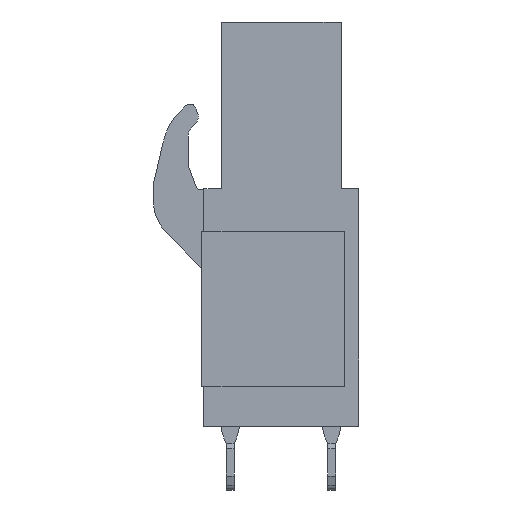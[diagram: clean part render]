
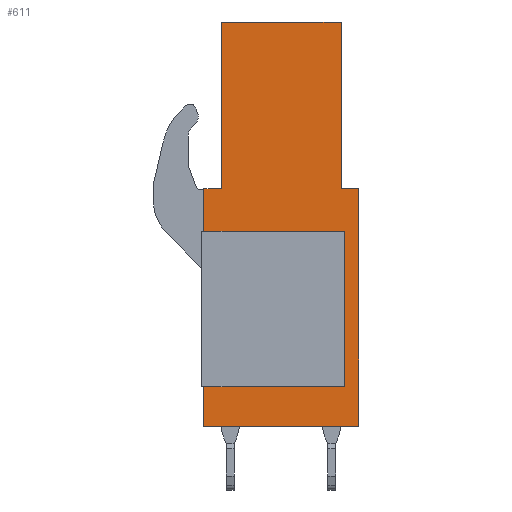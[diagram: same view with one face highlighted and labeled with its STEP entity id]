
A CAD part, left-side view. The second image highlights one B-rep face of the part: STEP entity #611.
In plain terms, the highlighted planar face has unit normal (-1, 0, 0).
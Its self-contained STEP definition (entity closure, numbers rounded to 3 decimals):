
#538=AXIS2_PLACEMENT_3D('Plane Axis2P3D',#535,#536,#537) ;
#36=CARTESIAN_POINT('Line Origine',(1.,3.875,23.45)) ;
#40=CARTESIAN_POINT('Vertex',(1.,0.875,23.45)) ;
#42=CARTESIAN_POINT('Vertex',(1.,6.875,23.45)) ;
#427=CARTESIAN_POINT('Vertex',(1.,7.75,3.2)) ;
#430=CARTESIAN_POINT('Line Origine',(1.,7.75,4.437)) ;
#434=CARTESIAN_POINT('Vertex',(1.,7.75,5.675)) ;
#441=CARTESIAN_POINT('Vertex',(1.,7.75,12.475)) ;
#444=CARTESIAN_POINT('Line Origine',(1.,7.75,13.787)) ;
#448=CARTESIAN_POINT('Vertex',(1.,7.75,15.1)) ;
#535=CARTESIAN_POINT('Axis2P3D Location',(1.,0.,0.)) ;
#540=CARTESIAN_POINT('Line Origine',(1.,4.225,12.475)) ;
#544=CARTESIAN_POINT('Vertex',(1.,0.7,12.475)) ;
#547=CARTESIAN_POINT('Line Origine',(1.,0.7,9.075)) ;
#551=CARTESIAN_POINT('Vertex',(1.,0.7,5.675)) ;
#554=CARTESIAN_POINT('Line Origine',(1.,4.225,5.675)) ;
#559=CARTESIAN_POINT('Line Origine',(1.,3.875,3.2)) ;
#563=CARTESIAN_POINT('Vertex',(1.,0.,3.2)) ;
#566=CARTESIAN_POINT('Line Origine',(1.,0.,9.15)) ;
#570=CARTESIAN_POINT('Vertex',(1.,0.,15.1)) ;
#573=CARTESIAN_POINT('Line Origine',(1.,0.438,15.1)) ;
#577=CARTESIAN_POINT('Vertex',(1.,0.875,15.1)) ;
#580=CARTESIAN_POINT('Line Origine',(1.,0.875,19.275)) ;
#585=CARTESIAN_POINT('Line Origine',(1.,6.875,19.275)) ;
#589=CARTESIAN_POINT('Vertex',(1.,6.875,15.1)) ;
#592=CARTESIAN_POINT('Line Origine',(1.,7.313,15.1)) ;
#37=DIRECTION('Vector Direction',(0.,1.,0.)) ;
#431=DIRECTION('Vector Direction',(0.,0.,1.)) ;
#445=DIRECTION('Vector Direction',(0.,0.,1.)) ;
#536=DIRECTION('Axis2P3D Direction',(1.,0.,0.)) ;
#537=DIRECTION('Axis2P3D XDirection',(0.,1.,0.)) ;
#541=DIRECTION('Vector Direction',(0.,-1.,0.)) ;
#548=DIRECTION('Vector Direction',(0.,0.,1.)) ;
#555=DIRECTION('Vector Direction',(0.,-1.,0.)) ;
#560=DIRECTION('Vector Direction',(0.,1.,0.)) ;
#567=DIRECTION('Vector Direction',(0.,0.,1.)) ;
#574=DIRECTION('Vector Direction',(0.,1.,0.)) ;
#581=DIRECTION('Vector Direction',(0.,0.,1.)) ;
#586=DIRECTION('Vector Direction',(0.,0.,1.)) ;
#593=DIRECTION('Vector Direction',(0.,-1.,0.)) ;
#38=VECTOR('Line Direction',#37,1.) ;
#432=VECTOR('Line Direction',#431,1.) ;
#446=VECTOR('Line Direction',#445,1.) ;
#542=VECTOR('Line Direction',#541,1.) ;
#549=VECTOR('Line Direction',#548,1.) ;
#556=VECTOR('Line Direction',#555,1.) ;
#561=VECTOR('Line Direction',#560,1.) ;
#568=VECTOR('Line Direction',#567,1.) ;
#575=VECTOR('Line Direction',#574,1.) ;
#582=VECTOR('Line Direction',#581,1.) ;
#587=VECTOR('Line Direction',#586,1.) ;
#594=VECTOR('Line Direction',#593,1.) ;
#598=ORIENTED_EDGE('',*,*,#546,.T.) ;
#599=ORIENTED_EDGE('',*,*,#553,.T.) ;
#600=ORIENTED_EDGE('',*,*,#558,.F.) ;
#601=ORIENTED_EDGE('',*,*,#436,.F.) ;
#602=ORIENTED_EDGE('',*,*,#565,.F.) ;
#603=ORIENTED_EDGE('',*,*,#572,.T.) ;
#604=ORIENTED_EDGE('',*,*,#579,.F.) ;
#605=ORIENTED_EDGE('',*,*,#584,.F.) ;
#606=ORIENTED_EDGE('',*,*,#44,.T.) ;
#607=ORIENTED_EDGE('',*,*,#591,.F.) ;
#608=ORIENTED_EDGE('',*,*,#596,.F.) ;
#609=ORIENTED_EDGE('',*,*,#450,.F.) ;
#611=ADVANCED_FACE('BLL5.08/18/180B 3.2SNOR 1682890000',(#610),#539,.F.) ;
#44=EDGE_CURVE('',#41,#43,#39,.T.) ;
#436=EDGE_CURVE('',#428,#435,#433,.T.) ;
#450=EDGE_CURVE('',#442,#449,#447,.T.) ;
#546=EDGE_CURVE('',#442,#545,#543,.T.) ;
#553=EDGE_CURVE('',#545,#552,#550,.F.) ;
#558=EDGE_CURVE('',#435,#552,#557,.T.) ;
#565=EDGE_CURVE('',#564,#428,#562,.T.) ;
#572=EDGE_CURVE('',#564,#571,#569,.T.) ;
#579=EDGE_CURVE('',#578,#571,#576,.F.) ;
#584=EDGE_CURVE('',#41,#578,#583,.F.) ;
#591=EDGE_CURVE('',#590,#43,#588,.T.) ;
#596=EDGE_CURVE('',#449,#590,#595,.T.) ;
#597=EDGE_LOOP('',(#598,#599,#600,#601,#602,#603,#604,#605,#606,#607,#608,#609)) ;
#610=FACE_OUTER_BOUND('',#597,.T.) ;
#39=LINE('Line',#36,#38) ;
#433=LINE('Line',#430,#432) ;
#447=LINE('Line',#444,#446) ;
#543=LINE('Line',#540,#542) ;
#550=LINE('Line',#547,#549) ;
#557=LINE('Line',#554,#556) ;
#562=LINE('Line',#559,#561) ;
#569=LINE('Line',#566,#568) ;
#576=LINE('Line',#573,#575) ;
#583=LINE('Line',#580,#582) ;
#588=LINE('Line',#585,#587) ;
#595=LINE('Line',#592,#594) ;
#539=PLANE('',#538) ;
#41=VERTEX_POINT('',#40) ;
#43=VERTEX_POINT('',#42) ;
#428=VERTEX_POINT('',#427) ;
#435=VERTEX_POINT('',#434) ;
#442=VERTEX_POINT('',#441) ;
#449=VERTEX_POINT('',#448) ;
#545=VERTEX_POINT('',#544) ;
#552=VERTEX_POINT('',#551) ;
#564=VERTEX_POINT('',#563) ;
#571=VERTEX_POINT('',#570) ;
#578=VERTEX_POINT('',#577) ;
#590=VERTEX_POINT('',#589) ;
